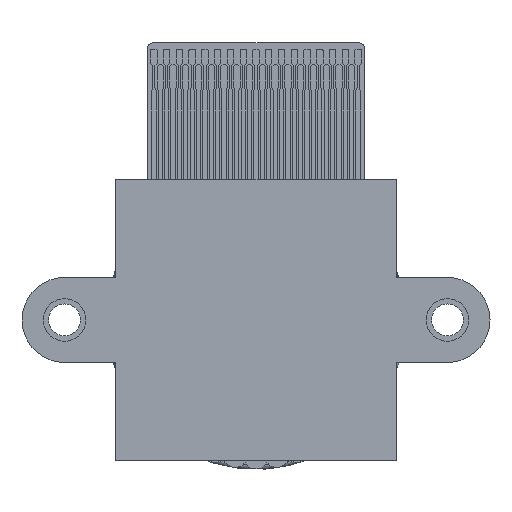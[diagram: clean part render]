
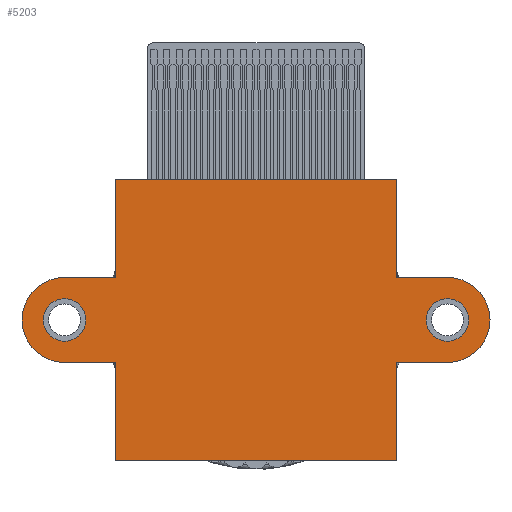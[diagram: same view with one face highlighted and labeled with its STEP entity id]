
A CAD part, front view. The second image highlights one B-rep face of the part: STEP entity #5203.
In plain terms, the highlighted planar face has unit normal (0, -1, 0).
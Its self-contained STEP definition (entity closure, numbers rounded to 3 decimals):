
#10 = DIRECTION ( 'NONE',  ( 0., 0., -1. ) ) ;
#94 = EDGE_CURVE ( 'NONE', #7942, #8188, #1096, .T. ) ;
#134 = ORIENTED_EDGE ( 'NONE', *, *, #7891, .F. ) ;
#315 = EDGE_CURVE ( 'NONE', #7952, #13781, #12716, .T. ) ;
#399 = CARTESIAN_POINT ( 'NONE',  ( -6.6, -0.67, 2. ) ) ;
#430 = CARTESIAN_POINT ( 'NONE',  ( -9., -0.67, 0. ) ) ;
#504 = CARTESIAN_POINT ( 'NONE',  ( -6.6, -0.67, -6.6 ) ) ;
#514 = CARTESIAN_POINT ( 'NONE',  ( 9., -0.67, 0. ) ) ;
#858 = ORIENTED_EDGE ( 'NONE', *, *, #5878, .F. ) ;
#1000 = EDGE_CURVE ( 'NONE', #13781, #3008, #4469, .T. ) ;
#1096 = CIRCLE ( 'NONE', #7744, 1. ) ;
#1348 = EDGE_CURVE ( 'NONE', #14031, #3611, #11108, .T. ) ;
#1358 = CARTESIAN_POINT ( 'NONE',  ( -6.6, -0.67, -2. ) ) ;
#1523 = DIRECTION ( 'NONE',  ( 0., 0., 1. ) ) ;
#1560 = VERTEX_POINT ( 'NONE', #13530 ) ;
#1596 = EDGE_LOOP ( 'NONE', ( #11395, #7023, #8351, #3706, #15120, #10605, #9684, #11791, #3910, #9539, #5761, #4940 ) ) ;
#1685 = FACE_OUTER_BOUND ( 'NONE', #1596, .T. ) ;
#1696 = VERTEX_POINT ( 'NONE', #12753 ) ;
#1751 = EDGE_CURVE ( 'NONE', #9622, #4302, #9322, .T. ) ;
#1842 = CARTESIAN_POINT ( 'NONE',  ( 6.6, -0.67, 2. ) ) ;
#2041 = DIRECTION ( 'NONE',  ( 0., 0., -1. ) ) ;
#2165 = DIRECTION ( 'NONE',  ( 0., -1., 0. ) ) ;
#2188 = CARTESIAN_POINT ( 'NONE',  ( -9., -0.67, 1. ) ) ;
#2198 = CARTESIAN_POINT ( 'NONE',  ( -9., -0.67, 0. ) ) ;
#2559 = DIRECTION ( 'NONE',  ( -1., 0., 0. ) ) ;
#2583 = CARTESIAN_POINT ( 'NONE',  ( 6.6, -0.67, -2. ) ) ;
#2631 = LINE ( 'NONE', #7348, #3144 ) ;
#2704 = VECTOR ( 'NONE', #2559, 1000. ) ;
#2720 = CIRCLE ( 'NONE', #11373, 1. ) ;
#3008 = VERTEX_POINT ( 'NONE', #14755 ) ;
#3071 = VECTOR ( 'NONE', #5230, 1000. ) ;
#3144 = VECTOR ( 'NONE', #12089, 1000. ) ;
#3232 = VERTEX_POINT ( 'NONE', #11241 ) ;
#3277 = CARTESIAN_POINT ( 'NONE',  ( 9., -0.67, 0. ) ) ;
#3444 = DIRECTION ( 'NONE',  ( 0., 0., -1. ) ) ;
#3580 = CARTESIAN_POINT ( 'NONE',  ( 9., -0.67, -2. ) ) ;
#3611 = VERTEX_POINT ( 'NONE', #14513 ) ;
#3706 = ORIENTED_EDGE ( 'NONE', *, *, #6454, .T. ) ;
#3771 = LINE ( 'NONE', #8487, #12551 ) ;
#3910 = ORIENTED_EDGE ( 'NONE', *, *, #10780, .T. ) ;
#3968 = EDGE_CURVE ( 'NONE', #3008, #14031, #11979, .T. ) ;
#4033 = AXIS2_PLACEMENT_3D ( 'NONE', #2198, #6909, #11655 ) ;
#4049 = EDGE_CURVE ( 'NONE', #10943, #12702, #7389, .T. ) ;
#4189 = LINE ( 'NONE', #8911, #10341 ) ;
#4302 = VERTEX_POINT ( 'NONE', #13906 ) ;
#4431 = AXIS2_PLACEMENT_3D ( 'NONE', #3277, #7992, #12737 ) ;
#4469 = LINE ( 'NONE', #9186, #13986 ) ;
#4577 = EDGE_CURVE ( 'NONE', #4302, #7952, #11006, .T. ) ;
#4588 = CARTESIAN_POINT ( 'NONE',  ( -9., -0.67, 2. ) ) ;
#4940 = ORIENTED_EDGE ( 'NONE', *, *, #315, .T. ) ;
#5131 = DIRECTION ( 'NONE',  ( -1., 0., 0. ) ) ;
#5157 = DIRECTION ( 'NONE',  ( 0., -1., 0. ) ) ;
#5203 = ADVANCED_FACE ( 'NONE', ( #12295, #1685, #6395 ), #11121, .T. ) ;
#5209 = AXIS2_PLACEMENT_3D ( 'NONE', #7913, #12657, #2041 ) ;
#5230 = DIRECTION ( 'NONE',  ( 1., 0., 0. ) ) ;
#5240 = DIRECTION ( 'NONE',  ( 0., -1., 0. ) ) ;
#5430 = VECTOR ( 'NONE', #1523, 1000. ) ;
#5503 = VERTEX_POINT ( 'NONE', #3580 ) ;
#5761 = ORIENTED_EDGE ( 'NONE', *, *, #4577, .T. ) ;
#5878 = EDGE_CURVE ( 'NONE', #8188, #7942, #14035, .T. ) ;
#5905 = CARTESIAN_POINT ( 'NONE',  ( -9., -0.67, 0. ) ) ;
#6078 = DIRECTION ( 'NONE',  ( 0., 0., -1. ) ) ;
#6182 = VECTOR ( 'NONE', #6078, 1000. ) ;
#6395 = FACE_BOUND ( 'NONE', #6439, .T. ) ;
#6439 = EDGE_LOOP ( 'NONE', ( #8561, #858 ) ) ;
#6454 = EDGE_CURVE ( 'NONE', #3611, #9965, #3771, .T. ) ;
#6872 = DIRECTION ( 'NONE',  ( 0., 0., -1. ) ) ;
#6909 = DIRECTION ( 'NONE',  ( 0., -1., 0. ) ) ;
#6915 = VECTOR ( 'NONE', #5131, 1000. ) ;
#7023 = ORIENTED_EDGE ( 'NONE', *, *, #3968, .T. ) ;
#7336 = AXIS2_PLACEMENT_3D ( 'NONE', #5905, #10626, #10 ) ;
#7348 = CARTESIAN_POINT ( 'NONE',  ( 6.6, -0.67, 6.6 ) ) ;
#7389 = LINE ( 'NONE', #12131, #5430 ) ;
#7744 = AXIS2_PLACEMENT_3D ( 'NONE', #430, #5157, #9877 ) ;
#7891 = EDGE_CURVE ( 'NONE', #1560, #3232, #11909, .T. ) ;
#7913 = CARTESIAN_POINT ( 'NONE',  ( 9., -0.67, 0. ) ) ;
#7942 = VERTEX_POINT ( 'NONE', #2188 ) ;
#7952 = VERTEX_POINT ( 'NONE', #4588 ) ;
#7992 = DIRECTION ( 'NONE',  ( 0., -1., 0. ) ) ;
#8188 = VERTEX_POINT ( 'NONE', #14890 ) ;
#8351 = ORIENTED_EDGE ( 'NONE', *, *, #1348, .T. ) ;
#8438 = LINE ( 'NONE', #13187, #2704 ) ;
#8487 = CARTESIAN_POINT ( 'NONE',  ( 6.6, -0.67, -6.6 ) ) ;
#8561 = ORIENTED_EDGE ( 'NONE', *, *, #94, .F. ) ;
#8911 = CARTESIAN_POINT ( 'NONE',  ( 6.6, -0.67, -2. ) ) ;
#9186 = CARTESIAN_POINT ( 'NONE',  ( -9., -0.67, -2. ) ) ;
#9322 = LINE ( 'NONE', #14082, #9839 ) ;
#9408 = CARTESIAN_POINT ( 'NONE',  ( -6.6, -0.67, -6.6 ) ) ;
#9539 = ORIENTED_EDGE ( 'NONE', *, *, #1751, .T. ) ;
#9622 = VERTEX_POINT ( 'NONE', #15172 ) ;
#9684 = ORIENTED_EDGE ( 'NONE', *, *, #12483, .T. ) ;
#9839 = VECTOR ( 'NONE', #3444, 1000. ) ;
#9877 = DIRECTION ( 'NONE',  ( 0., 0., -1. ) ) ;
#9962 = DIRECTION ( 'NONE',  ( 0., 0., -1. ) ) ;
#9965 = VERTEX_POINT ( 'NONE', #2583 ) ;
#10110 = CARTESIAN_POINT ( 'NONE',  ( -9., -0.67, -2. ) ) ;
#10341 = VECTOR ( 'NONE', #13662, 1000. ) ;
#10605 = ORIENTED_EDGE ( 'NONE', *, *, #13283, .T. ) ;
#10626 = DIRECTION ( 'NONE',  ( 0., -1., 0. ) ) ;
#10780 = EDGE_CURVE ( 'NONE', #12702, #9622, #2631, .T. ) ;
#10943 = VERTEX_POINT ( 'NONE', #1842 ) ;
#11006 = LINE ( 'NONE', #399, #6915 ) ;
#11108 = LINE ( 'NONE', #504, #3071 ) ;
#11113 = CIRCLE ( 'NONE', #4431, 2. ) ;
#11121 = PLANE ( 'NONE',  #12157 ) ;
#11241 = CARTESIAN_POINT ( 'NONE',  ( 9., -0.67, -1. ) ) ;
#11373 = AXIS2_PLACEMENT_3D ( 'NONE', #12781, #2165, #6872 ) ;
#11395 = ORIENTED_EDGE ( 'NONE', *, *, #1000, .T. ) ;
#11655 = DIRECTION ( 'NONE',  ( 0., 0., -1. ) ) ;
#11791 = ORIENTED_EDGE ( 'NONE', *, *, #4049, .T. ) ;
#11909 = CIRCLE ( 'NONE', #5209, 1. ) ;
#11979 = LINE ( 'NONE', #1358, #6182 ) ;
#12060 = EDGE_CURVE ( 'NONE', #9965, #5503, #4189, .T. ) ;
#12089 = DIRECTION ( 'NONE',  ( -1., 0., 0. ) ) ;
#12131 = CARTESIAN_POINT ( 'NONE',  ( 6.6, -0.67, 2. ) ) ;
#12157 = AXIS2_PLACEMENT_3D ( 'NONE', #514, #5240, #9962 ) ;
#12295 = FACE_BOUND ( 'NONE', #14512, .T. ) ;
#12483 = EDGE_CURVE ( 'NONE', #1696, #10943, #8438, .T. ) ;
#12551 = VECTOR ( 'NONE', #13236, 1000. ) ;
#12657 = DIRECTION ( 'NONE',  ( 0., -1., 0. ) ) ;
#12702 = VERTEX_POINT ( 'NONE', #14876 ) ;
#12716 = CIRCLE ( 'NONE', #4033, 2. ) ;
#12737 = DIRECTION ( 'NONE',  ( 0., 0., -1. ) ) ;
#12753 = CARTESIAN_POINT ( 'NONE',  ( 9., -0.67, 2. ) ) ;
#12781 = CARTESIAN_POINT ( 'NONE',  ( 9., -0.67, 0. ) ) ;
#13187 = CARTESIAN_POINT ( 'NONE',  ( 9., -0.67, 2. ) ) ;
#13235 = ORIENTED_EDGE ( 'NONE', *, *, #15119, .F. ) ;
#13236 = DIRECTION ( 'NONE',  ( 0., 0., 1. ) ) ;
#13283 = EDGE_CURVE ( 'NONE', #5503, #1696, #11113, .T. ) ;
#13530 = CARTESIAN_POINT ( 'NONE',  ( 9., -0.67, 1. ) ) ;
#13662 = DIRECTION ( 'NONE',  ( 1., 0., 0. ) ) ;
#13781 = VERTEX_POINT ( 'NONE', #10110 ) ;
#13906 = CARTESIAN_POINT ( 'NONE',  ( -6.6, -0.67, 2. ) ) ;
#13939 = DIRECTION ( 'NONE',  ( 1., 0., 0. ) ) ;
#13986 = VECTOR ( 'NONE', #13939, 1000. ) ;
#14031 = VERTEX_POINT ( 'NONE', #9408 ) ;
#14035 = CIRCLE ( 'NONE', #7336, 1. ) ;
#14082 = CARTESIAN_POINT ( 'NONE',  ( -6.6, -0.67, 6.6 ) ) ;
#14512 = EDGE_LOOP ( 'NONE', ( #134, #13235 ) ) ;
#14513 = CARTESIAN_POINT ( 'NONE',  ( 6.6, -0.67, -6.6 ) ) ;
#14755 = CARTESIAN_POINT ( 'NONE',  ( -6.6, -0.67, -2. ) ) ;
#14876 = CARTESIAN_POINT ( 'NONE',  ( 6.6, -0.67, 6.6 ) ) ;
#14890 = CARTESIAN_POINT ( 'NONE',  ( -9., -0.67, -1. ) ) ;
#15119 = EDGE_CURVE ( 'NONE', #3232, #1560, #2720, .T. ) ;
#15120 = ORIENTED_EDGE ( 'NONE', *, *, #12060, .T. ) ;
#15172 = CARTESIAN_POINT ( 'NONE',  ( -6.6, -0.67, 6.6 ) ) ;
